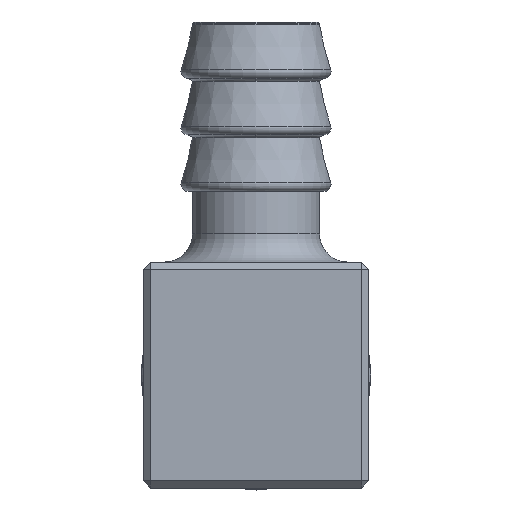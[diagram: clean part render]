
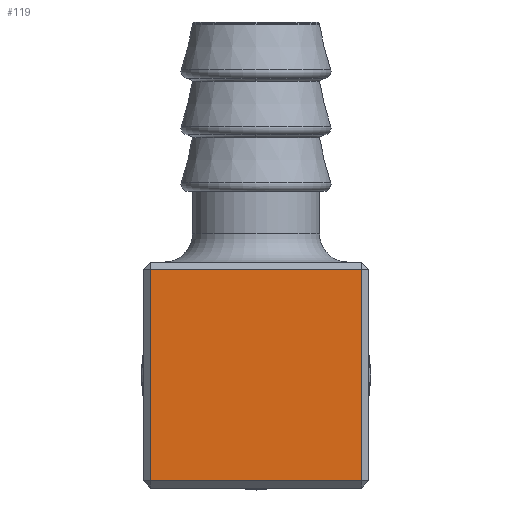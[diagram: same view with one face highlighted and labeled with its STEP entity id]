
A CAD part, front view. The second image highlights one B-rep face of the part: STEP entity #119.
In plain terms, the highlighted planar face has unit normal (0, -1, 0).
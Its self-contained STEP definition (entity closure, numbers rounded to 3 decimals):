
#119=ADVANCED_FACE('',(#3618),#3620,.F.);
#3618=FACE_BOUND('',#3619,.T.);
#3619=EDGE_LOOP('',(#4748,#4749,#4750,#4751));
#3620=PLANE('',#3621);
#3621=AXIS2_PLACEMENT_3D('',#3622,#3623,#3624);
#3622=CARTESIAN_POINT('',(0.,0.,0.));
#3623=DIRECTION('',(0.,1.,0.));
#3624=DIRECTION('',(-1.,0.,0.));
#4748=ORIENTED_EDGE('',*,*,#5122,.F.);
#4749=ORIENTED_EDGE('',*,*,#5119,.F.);
#4750=ORIENTED_EDGE('',*,*,#5131,.F.);
#4751=ORIENTED_EDGE('',*,*,#5126,.F.);
#5119=EDGE_CURVE('',#5429,#5427,#5431,.T.);
#5122=EDGE_CURVE('',#5427,#5434,#5435,.T.);
#5126=EDGE_CURVE('',#5434,#5439,#5440,.T.);
#5131=EDGE_CURVE('',#5439,#5429,#5445,.T.);
#5427=VERTEX_POINT('',#7247);
#5429=VERTEX_POINT('',#7251);
#5431=LINE('',#7255,#7256);
#5434=VERTEX_POINT('',#7264);
#5435=LINE('',#7265,#7266);
#5439=VERTEX_POINT('',#7277);
#5440=LINE('',#7278,#7279);
#5445=LINE('',#7293,#7294);
#7247=CARTESIAN_POINT('',(7.5,0.,-7.5));
#7251=CARTESIAN_POINT('',(7.5,0.,7.5));
#7255=CARTESIAN_POINT('',(7.5,0.,7.5));
#7256=VECTOR('',#7257,1.);
#7257=DIRECTION('',(0.,0.,-1.));
#7264=CARTESIAN_POINT('',(-7.5,0.,-7.5));
#7265=CARTESIAN_POINT('',(7.5,0.,-7.5));
#7266=VECTOR('',#7267,1.);
#7267=DIRECTION('',(-1.,0.,0.));
#7277=CARTESIAN_POINT('',(-7.5,0.,7.5));
#7278=CARTESIAN_POINT('',(-7.5,0.,-7.5));
#7279=VECTOR('',#7280,1.);
#7280=DIRECTION('',(0.,0.,1.));
#7293=CARTESIAN_POINT('',(-7.5,0.,7.5));
#7294=VECTOR('',#7295,1.);
#7295=DIRECTION('',(1.,0.,0.));
